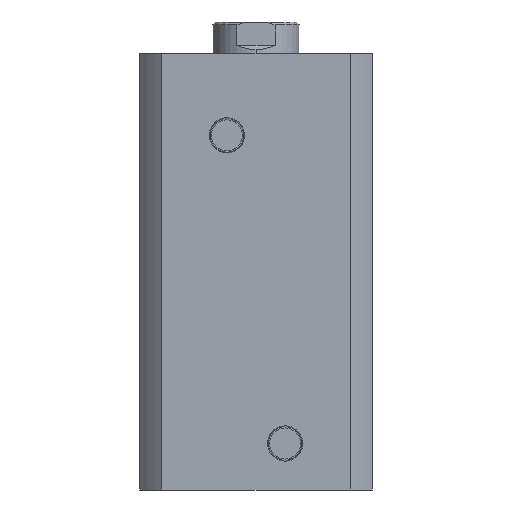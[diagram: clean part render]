
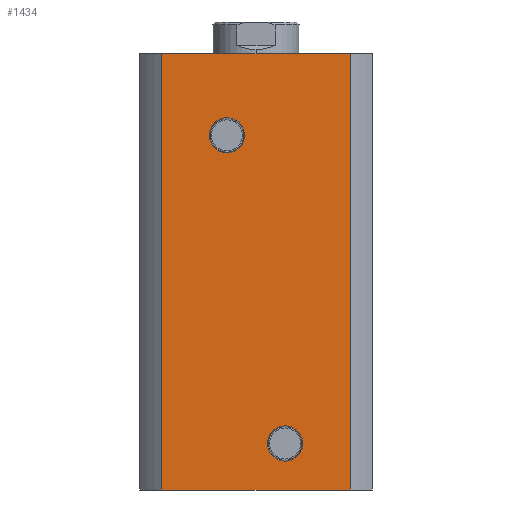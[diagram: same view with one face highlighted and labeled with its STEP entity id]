
A CAD part, left-side view. The second image highlights one B-rep face of the part: STEP entity #1434.
In plain terms, the highlighted planar face has unit normal (-1, 0, 0).
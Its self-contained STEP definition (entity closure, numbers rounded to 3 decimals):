
#97 = VERTEX_POINT ( 'NONE', #3330 ) ;
#99 = VERTEX_POINT ( 'NONE', #3327 ) ;
#126 = AXIS2_PLACEMENT_3D ( 'NONE', #238, #239, #240 ) ;
#238 = CARTESIAN_POINT ( 'NONE',  ( -40., -10., 16. ) ) ;
#239 = DIRECTION ( 'NONE',  ( -1., 0., 0. ) ) ;
#240 = DIRECTION ( 'NONE',  ( 0., 0., 1. ) ) ;
#241 = CARTESIAN_POINT ( 'NONE',  ( -40., 0., 150. ) ) ;
#242 = CARTESIAN_POINT ( 'NONE',  ( -40., 0., 0. ) ) ;
#243 = CARTESIAN_POINT ( 'NONE',  ( -40., 10., 122. ) ) ;
#244 = DIRECTION ( 'NONE',  ( -1., 0., 0. ) ) ;
#245 = DIRECTION ( 'NONE',  ( 0., 0., 1. ) ) ;
#246 = DIRECTION ( 'NONE',  ( 0., -1., 0. ) ) ;
#247 = CARTESIAN_POINT ( 'NONE',  ( -40., -32.438, 150. ) ) ;
#249 = DIRECTION ( 'NONE',  ( 0., 0., -1. ) ) ;
#250 = DIRECTION ( 'NONE',  ( 0., -1., 0. ) ) ;
#639 = CARTESIAN_POINT ( 'NONE',  ( -40., -10., 16. ) ) ;
#640 = DIRECTION ( 'NONE',  ( -1., 0., 0. ) ) ;
#641 = DIRECTION ( 'NONE',  ( 0., 0., 1. ) ) ;
#659 = CARTESIAN_POINT ( 'NONE',  ( -40., 10., 122. ) ) ;
#660 = DIRECTION ( 'NONE',  ( -1., 0., 0. ) ) ;
#661 = DIRECTION ( 'NONE',  ( 0., 0., 1. ) ) ;
#676 = CARTESIAN_POINT ( 'NONE',  ( -40., 32.438, 150. ) ) ;
#708 = CARTESIAN_POINT ( 'NONE',  ( -40., 10., 128.06 ) ) ;
#720 = CARTESIAN_POINT ( 'NONE',  ( -40., -10., 9.94 ) ) ;
#725 = CARTESIAN_POINT ( 'NONE',  ( -40., -32.438, 0. ) ) ;
#726 = CARTESIAN_POINT ( 'NONE',  ( -40., -32.438, 150. ) ) ;
#735 = CARTESIAN_POINT ( 'NONE',  ( -40., -10., 22.06 ) ) ;
#945 = DIRECTION ( 'NONE',  ( 1., 0., 0. ) ) ;
#950 = CARTESIAN_POINT ( 'NONE',  ( -40., 0., 150. ) ) ;
#952 = PLANE ( 'NONE',  #2422 ) ;
#954 = DIRECTION ( 'NONE',  ( 0., 1., 0. ) ) ;
#1192 = DIRECTION ( 'NONE',  ( 0., 0., -1. ) ) ;
#1198 = CARTESIAN_POINT ( 'NONE',  ( -40., 32.438, 150. ) ) ;
#1269 = VERTEX_POINT ( 'NONE', #676 ) ;
#1340 = VERTEX_POINT ( 'NONE', #708 ) ;
#1346 = VERTEX_POINT ( 'NONE', #720 ) ;
#1352 = VERTEX_POINT ( 'NONE', #725 ) ;
#1353 = VERTEX_POINT ( 'NONE', #726 ) ;
#1362 = VERTEX_POINT ( 'NONE', #735 ) ;
#1434 = ADVANCED_FACE ( 'NONE', ( #3677, #3674, #3684 ), #952, .F. ) ;
#1509 = LINE ( 'NONE', #1198, #1511 ) ;
#1510 = CIRCLE ( 'NONE', #126, 6.06 ) ;
#1511 = VECTOR ( 'NONE', #1192, 1000. ) ;
#1512 = CIRCLE ( 'NONE', #2195, 6.06 ) ;
#1513 = LINE ( 'NONE', #242, #1516 ) ;
#1514 = LINE ( 'NONE', #241, #1520 ) ;
#1515 = LINE ( 'NONE', #247, #1518 ) ;
#1516 = VECTOR ( 'NONE', #246, 1000. ) ;
#1518 = VECTOR ( 'NONE', #249, 1000. ) ;
#1520 = VECTOR ( 'NONE', #250, 1000. ) ;
#1744 = CIRCLE ( 'NONE', #2255, 6.06 ) ;
#1756 = CIRCLE ( 'NONE', #2259, 6.06 ) ;
#2056 = EDGE_CURVE ( 'NONE', #1269, #99, #1509, .T. ) ;
#2058 = EDGE_CURVE ( 'NONE', #1362, #1346, #1510, .T. ) ;
#2059 = EDGE_CURVE ( 'NONE', #1340, #97, #1512, .T. ) ;
#2060 = EDGE_CURVE ( 'NONE', #99, #1352, #1513, .T. ) ;
#2061 = EDGE_CURVE ( 'NONE', #1353, #1352, #1515, .T. ) ;
#2062 = EDGE_CURVE ( 'NONE', #1269, #1353, #1514, .T. ) ;
#2195 = AXIS2_PLACEMENT_3D ( 'NONE', #243, #244, #245 ) ;
#2255 = AXIS2_PLACEMENT_3D ( 'NONE', #639, #640, #641 ) ;
#2259 = AXIS2_PLACEMENT_3D ( 'NONE', #659, #660, #661 ) ;
#2422 = AXIS2_PLACEMENT_3D ( 'NONE', #950, #945, #954 ) ;
#2792 = ORIENTED_EDGE ( 'NONE', *, *, #2056, .T. ) ;
#2793 = ORIENTED_EDGE ( 'NONE', *, *, #2062, .F. ) ;
#2794 = ORIENTED_EDGE ( 'NONE', *, *, #2061, .F. ) ;
#2795 = ORIENTED_EDGE ( 'NONE', *, *, #2060, .T. ) ;
#2796 = ORIENTED_EDGE ( 'NONE', *, *, #3470, .F. ) ;
#2797 = ORIENTED_EDGE ( 'NONE', *, *, #2059, .F. ) ;
#2814 = ORIENTED_EDGE ( 'NONE', *, *, #3462, .F. ) ;
#2818 = ORIENTED_EDGE ( 'NONE', *, *, #2058, .F. ) ;
#2898 = EDGE_LOOP ( 'NONE', ( #2795, #2794, #2793, #2792 ) ) ;
#2903 = EDGE_LOOP ( 'NONE', ( #2797, #2796 ) ) ;
#2921 = EDGE_LOOP ( 'NONE', ( #2818, #2814 ) ) ;
#3327 = CARTESIAN_POINT ( 'NONE',  ( -40., 32.438, 0. ) ) ;
#3330 = CARTESIAN_POINT ( 'NONE',  ( -40., 10., 115.94 ) ) ;
#3462 = EDGE_CURVE ( 'NONE', #1346, #1362, #1744, .T. ) ;
#3470 = EDGE_CURVE ( 'NONE', #97, #1340, #1756, .T. ) ;
#3674 = FACE_BOUND ( 'NONE', #2903, .T. ) ;
#3677 = FACE_BOUND ( 'NONE', #2921, .T. ) ;
#3684 = FACE_OUTER_BOUND ( 'NONE', #2898, .T. ) ;
